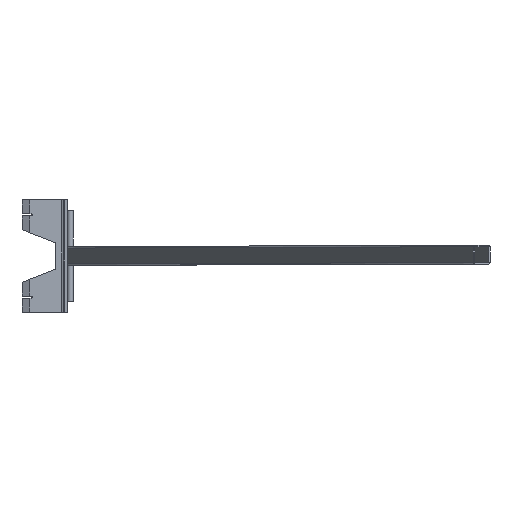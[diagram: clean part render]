
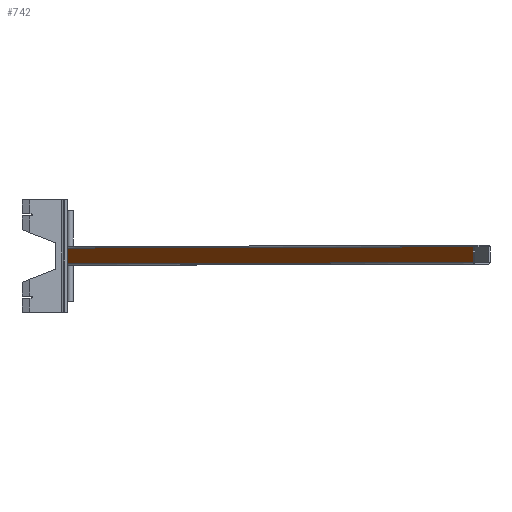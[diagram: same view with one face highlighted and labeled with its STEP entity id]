
A CAD part, top view. The second image highlights one B-rep face of the part: STEP entity #742.
In plain terms, the highlighted planar face has unit normal (-0.882, 0, 0.471).
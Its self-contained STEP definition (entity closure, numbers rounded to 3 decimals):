
#75=FACE_OUTER_BOUND('',#116,.T.);
#116=EDGE_LOOP('',(#554,#555,#556,#557));
#172=LINE('',#1152,#258);
#177=LINE('',#1164,#263);
#178=LINE('',#1167,#264);
#179=LINE('',#1168,#265);
#258=VECTOR('',#926,10.);
#263=VECTOR('',#941,10.);
#264=VECTOR('',#944,10.);
#265=VECTOR('',#945,10.);
#341=VERTEX_POINT('',#1149);
#342=VERTEX_POINT('',#1151);
#344=VERTEX_POINT('',#1162);
#345=VERTEX_POINT('',#1166);
#419=EDGE_CURVE('',#342,#341,#172,.T.);
#426=EDGE_CURVE('',#344,#341,#177,.T.);
#427=EDGE_CURVE('',#344,#345,#178,.T.);
#428=EDGE_CURVE('',#342,#345,#179,.T.);
#554=ORIENTED_EDGE('',*,*,#426,.F.);
#555=ORIENTED_EDGE('',*,*,#427,.T.);
#556=ORIENTED_EDGE('',*,*,#428,.F.);
#557=ORIENTED_EDGE('',*,*,#419,.T.);
#708=PLANE('',#825);
#742=ADVANCED_FACE('',(#75),#708,.T.);
#825=AXIS2_PLACEMENT_3D('',#1165,#942,#943);
#926=DIRECTION('',(0.,1.,0.));
#941=DIRECTION('',(0.471,0.,0.882));
#942=DIRECTION('center_axis',(-0.882,0.,0.471));
#943=DIRECTION('ref_axis',(0.471,0.,0.882));
#944=DIRECTION('',(0.,-1.,0.));
#945=DIRECTION('',(-0.471,0.,-0.882));
#1149=CARTESIAN_POINT('',(541.176,10.5,1053.706));
#1151=CARTESIAN_POINT('',(541.176,-10.5,1053.706));
#1152=CARTESIAN_POINT('',(541.176,0.,1053.706));
#1162=CARTESIAN_POINT('',(0.,10.5,39.));
#1164=CARTESIAN_POINT('',(130.033,10.5,282.812));
#1165=CARTESIAN_POINT('Origin',(0.,0.,39.));
#1166=CARTESIAN_POINT('',(0.,-10.5,39.));
#1167=CARTESIAN_POINT('',(0.,0.,39.));
#1168=CARTESIAN_POINT('',(130.033,-10.5,282.812));
